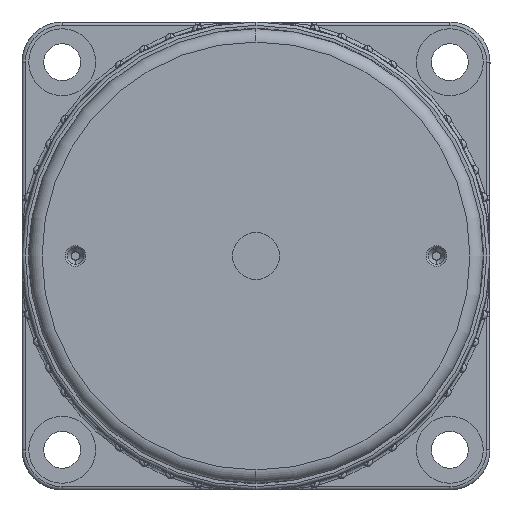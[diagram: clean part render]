
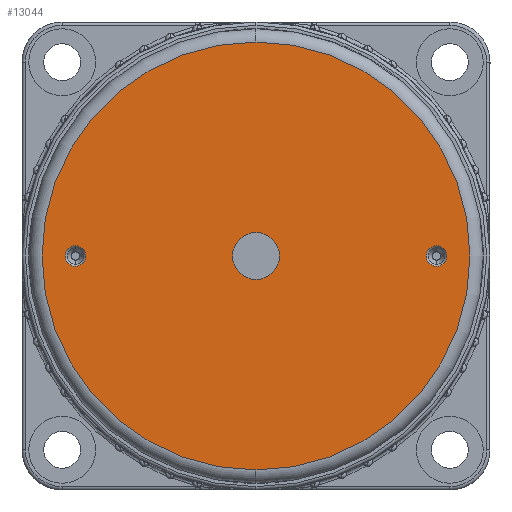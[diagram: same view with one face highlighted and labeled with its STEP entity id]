
A CAD part, left-side view. The second image highlights one B-rep face of the part: STEP entity #13044.
In plain terms, the highlighted planar face has unit normal (-1, 0, 0).
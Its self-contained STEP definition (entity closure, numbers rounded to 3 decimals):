
#13 = DIRECTION ( 'NONE',  ( -1., 0., 0. ) ) ;
#15 = CARTESIAN_POINT ( 'NONE',  ( 0., -27., 0. ) ) ;
#420 = DIRECTION ( 'NONE',  ( -1., 0., 0. ) ) ;
#658 = AXIS2_PLACEMENT_3D ( 'NONE', #12836, #5405, #14092 ) ;
#755 = DIRECTION ( 'NONE',  ( -1., 0., 0. ) ) ;
#848 = EDGE_CURVE ( 'NONE', #1558, #8446, #13571, .T. ) ;
#952 = AXIS2_PLACEMENT_3D ( 'NONE', #8349, #755, #9561 ) ;
#1219 = FACE_BOUND ( 'NONE', #15204, .T. ) ;
#1284 = DIRECTION ( 'NONE',  ( 0., 0., 1. ) ) ;
#1507 = CARTESIAN_POINT ( 'NONE',  ( 0., 0., -32. ) ) ;
#1558 = VERTEX_POINT ( 'NONE', #11241 ) ;
#1572 = EDGE_CURVE ( 'NONE', #13510, #14311, #6567, .T. ) ;
#1891 = ORIENTED_EDGE ( 'NONE', *, *, #5851, .F. ) ;
#1907 = DIRECTION ( 'NONE',  ( -1., 0., 0. ) ) ;
#2223 = CARTESIAN_POINT ( 'NONE',  ( 0., -27., 1.525 ) ) ;
#2481 = EDGE_CURVE ( 'NONE', #16204, #11015, #8307, .T. ) ;
#2538 = DIRECTION ( 'NONE',  ( -1., 0., 0. ) ) ;
#3085 = EDGE_CURVE ( 'NONE', #14311, #13510, #7178, .T. ) ;
#3722 = CARTESIAN_POINT ( 'NONE',  ( 0., 0., 0. ) ) ;
#3781 = CIRCLE ( 'NONE', #15972, 3.5 ) ;
#4114 = DIRECTION ( 'NONE',  ( -1., 0., 0. ) ) ;
#4279 = ORIENTED_EDGE ( 'NONE', *, *, #1572, .F. ) ;
#4381 = EDGE_LOOP ( 'NONE', ( #4279, #11126 ) ) ;
#4527 = CIRCLE ( 'NONE', #658, 1.525 ) ;
#4663 = ORIENTED_EDGE ( 'NONE', *, *, #2481, .T. ) ;
#4794 = VERTEX_POINT ( 'NONE', #11069 ) ;
#5013 = DIRECTION ( 'NONE',  ( 0., 0., -1. ) ) ;
#5405 = DIRECTION ( 'NONE',  ( -1., 0., 0. ) ) ;
#5701 = ORIENTED_EDGE ( 'NONE', *, *, #11149, .T. ) ;
#5851 = EDGE_CURVE ( 'NONE', #8446, #1558, #4527, .T. ) ;
#5854 = AXIS2_PLACEMENT_3D ( 'NONE', #3722, #12452, #5013 ) ;
#6177 = AXIS2_PLACEMENT_3D ( 'NONE', #7610, #13, #8838 ) ;
#6504 = ORIENTED_EDGE ( 'NONE', *, *, #848, .F. ) ;
#6567 = CIRCLE ( 'NONE', #6882, 1.525 ) ;
#6740 = EDGE_LOOP ( 'NONE', ( #1891, #6504 ) ) ;
#6882 = AXIS2_PLACEMENT_3D ( 'NONE', #15, #8848, #1284 ) ;
#7178 = CIRCLE ( 'NONE', #6177, 1.525 ) ;
#7343 = PLANE ( 'NONE',  #5854 ) ;
#7577 = FACE_BOUND ( 'NONE', #4381, .T. ) ;
#7610 = CARTESIAN_POINT ( 'NONE',  ( 0., -27., 0. ) ) ;
#7619 = AXIS2_PLACEMENT_3D ( 'NONE', #10061, #2538, #11302 ) ;
#8004 = CARTESIAN_POINT ( 'NONE',  ( 0., 27., 0. ) ) ;
#8307 = CIRCLE ( 'NONE', #7619, 32. ) ;
#8349 = CARTESIAN_POINT ( 'NONE',  ( 0., 0., 0. ) ) ;
#8446 = VERTEX_POINT ( 'NONE', #12018 ) ;
#8746 = CARTESIAN_POINT ( 'NONE',  ( 0., -27., -1.525 ) ) ;
#8838 = DIRECTION ( 'NONE',  ( 0., 0., 1. ) ) ;
#8848 = DIRECTION ( 'NONE',  ( -1., 0., 0. ) ) ;
#9050 = EDGE_LOOP ( 'NONE', ( #5701, #4663 ) ) ;
#9126 = CIRCLE ( 'NONE', #11636, 32. ) ;
#9236 = DIRECTION ( 'NONE',  ( 0., 0., 1. ) ) ;
#9452 = CARTESIAN_POINT ( 'NONE',  ( 0., 0., 0. ) ) ;
#9561 = DIRECTION ( 'NONE',  ( 0., 0., 1. ) ) ;
#10061 = CARTESIAN_POINT ( 'NONE',  ( 0., 0., 0. ) ) ;
#10146 = ORIENTED_EDGE ( 'NONE', *, *, #13436, .F. ) ;
#10279 = AXIS2_PLACEMENT_3D ( 'NONE', #8004, #420, #9236 ) ;
#10687 = DIRECTION ( 'NONE',  ( 0., 0., -1. ) ) ;
#10852 = FACE_OUTER_BOUND ( 'NONE', #9050, .T. ) ;
#11015 = VERTEX_POINT ( 'NONE', #1507 ) ;
#11069 = CARTESIAN_POINT ( 'NONE',  ( 0., 0., 3.5 ) ) ;
#11126 = ORIENTED_EDGE ( 'NONE', *, *, #3085, .F. ) ;
#11149 = EDGE_CURVE ( 'NONE', #11015, #16204, #9126, .T. ) ;
#11241 = CARTESIAN_POINT ( 'NONE',  ( 0., 27., -1.525 ) ) ;
#11302 = DIRECTION ( 'NONE',  ( 0., 0., -1. ) ) ;
#11406 = CARTESIAN_POINT ( 'NONE',  ( 0., 0., 32. ) ) ;
#11533 = ORIENTED_EDGE ( 'NONE', *, *, #14486, .F. ) ;
#11589 = CARTESIAN_POINT ( 'NONE',  ( 0., 0., 0. ) ) ;
#11636 = AXIS2_PLACEMENT_3D ( 'NONE', #9452, #1907, #10687 ) ;
#11709 = VERTEX_POINT ( 'NONE', #13807 ) ;
#12018 = CARTESIAN_POINT ( 'NONE',  ( 0., 27., 1.525 ) ) ;
#12452 = DIRECTION ( 'NONE',  ( 1., 0., 0. ) ) ;
#12836 = CARTESIAN_POINT ( 'NONE',  ( 0., 27., 0. ) ) ;
#12838 = DIRECTION ( 'NONE',  ( 0., 0., 1. ) ) ;
#13044 = ADVANCED_FACE ( 'NONE', ( #14158, #7577, #1219, #10852 ), #7343, .F. ) ;
#13436 = EDGE_CURVE ( 'NONE', #11709, #4794, #13564, .T. ) ;
#13510 = VERTEX_POINT ( 'NONE', #2223 ) ;
#13564 = CIRCLE ( 'NONE', #952, 3.5 ) ;
#13571 = CIRCLE ( 'NONE', #10279, 1.525 ) ;
#13807 = CARTESIAN_POINT ( 'NONE',  ( 0., 0., -3.5 ) ) ;
#14092 = DIRECTION ( 'NONE',  ( 0., 0., 1. ) ) ;
#14158 = FACE_BOUND ( 'NONE', #6740, .T. ) ;
#14311 = VERTEX_POINT ( 'NONE', #8746 ) ;
#14486 = EDGE_CURVE ( 'NONE', #4794, #11709, #3781, .T. ) ;
#15204 = EDGE_LOOP ( 'NONE', ( #11533, #10146 ) ) ;
#15972 = AXIS2_PLACEMENT_3D ( 'NONE', #11589, #4114, #12838 ) ;
#16204 = VERTEX_POINT ( 'NONE', #11406 ) ;
